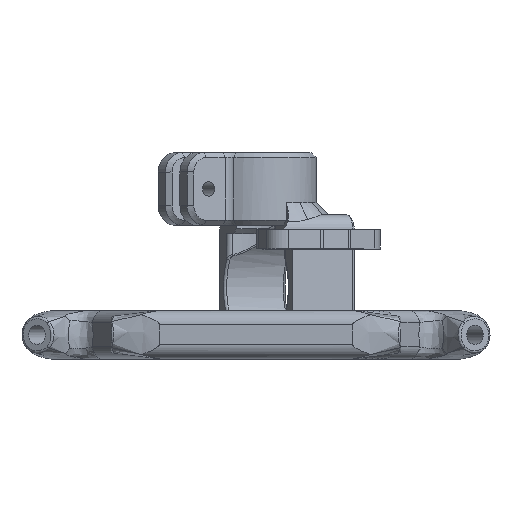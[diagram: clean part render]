
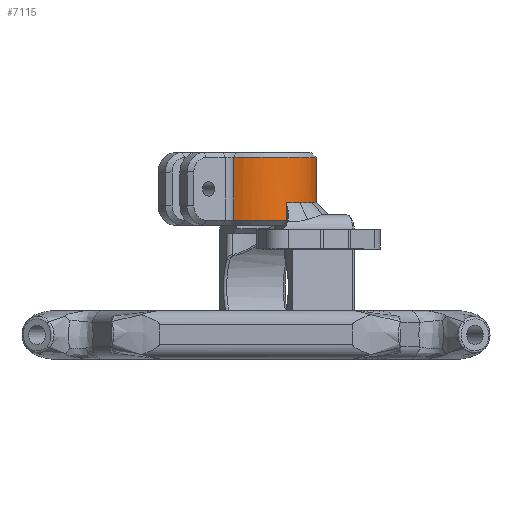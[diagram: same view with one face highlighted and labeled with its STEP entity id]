
A CAD part, top view. The second image highlights one B-rep face of the part: STEP entity #7115.
In plain terms, the highlighted cylindrical face has radius 12.5 mm (diameter 25 mm), a partial arc.
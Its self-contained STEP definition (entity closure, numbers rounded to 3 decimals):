
#458=LINE('',#13574,#871);
#460=LINE('',#13610,#873);
#484=LINE('',#14390,#897);
#485=LINE('',#14394,#898);
#871=VECTOR('',#9095,10.);
#873=VECTOR('',#9105,10.);
#897=VECTOR('',#9265,10.);
#898=VECTOR('',#9268,10.);
#1149=CYLINDRICAL_SURFACE('',#7807,12.5);
#1477=FACE_OUTER_BOUND('',#1945,.T.);
#1945=EDGE_LOOP('',(#5872,#5873,#5874,#5875,#5876,#5877,#5878,#5879,#5880,
#5881,#5882,#5883));
#2286=B_SPLINE_CURVE_WITH_KNOTS('',3,(#14309,#14310,#14311,#14312,#14313),
 .UNSPECIFIED.,.F.,.F.,(4,1,4),(-2.477,-2.304,-2.134),
 .UNSPECIFIED.);
#2287=B_SPLINE_CURVE_WITH_KNOTS('',3,(#14331,#14332,#14333,#14334),
 .UNSPECIFIED.,.F.,.F.,(4,4),(-2.134,-1.792),
 .UNSPECIFIED.);
#2288=B_SPLINE_CURVE_WITH_KNOTS('',3,(#14356,#14357,#14358,#14359,#14360),
 .UNSPECIFIED.,.F.,.F.,(4,1,4),(1.331,1.537,1.691),
 .UNSPECIFIED.);
#2289=B_SPLINE_CURVE_WITH_KNOTS('',3,(#14381,#14382,#14383,#14384,#14385),
 .UNSPECIFIED.,.F.,.F.,(4,1,4),(-2.738,-2.532,-2.378),
 .UNSPECIFIED.);
#2705=CIRCLE('',#7804,12.5);
#2706=CIRCLE('',#7808,12.5);
#2707=CIRCLE('',#7809,12.5);
#2708=CIRCLE('',#7810,12.5);
#3178=VERTEX_POINT('',#13571);
#3179=VERTEX_POINT('',#13573);
#3182=VERTEX_POINT('',#13604);
#3183=VERTEX_POINT('',#13609);
#3226=VERTEX_POINT('',#14269);
#3227=VERTEX_POINT('',#14271);
#3229=VERTEX_POINT('',#14307);
#3230=VERTEX_POINT('',#14330);
#3231=VERTEX_POINT('',#14387);
#3232=VERTEX_POINT('',#14389);
#3233=VERTEX_POINT('',#14391);
#3234=VERTEX_POINT('',#14393);
#4052=EDGE_CURVE('',#3179,#3178,#458,.T.);
#4059=EDGE_CURVE('',#3183,#3182,#460,.T.);
#4139=EDGE_CURVE('',#3226,#3227,#2705,.T.);
#4145=EDGE_CURVE('',#3229,#3182,#2286,.T.);
#4146=EDGE_CURVE('',#3179,#3230,#2287,.T.);
#4148=EDGE_CURVE('',#3230,#3226,#2288,.T.);
#4149=EDGE_CURVE('',#3227,#3229,#2289,.T.);
#4150=EDGE_CURVE('',#3231,#3178,#2706,.T.);
#4151=EDGE_CURVE('',#3232,#3231,#484,.T.);
#4152=EDGE_CURVE('',#3233,#3232,#2707,.T.);
#4153=EDGE_CURVE('',#3234,#3233,#485,.T.);
#4154=EDGE_CURVE('',#3183,#3234,#2708,.T.);
#5872=ORIENTED_EDGE('',*,*,#4059,.T.);
#5873=ORIENTED_EDGE('',*,*,#4145,.F.);
#5874=ORIENTED_EDGE('',*,*,#4149,.F.);
#5875=ORIENTED_EDGE('',*,*,#4139,.F.);
#5876=ORIENTED_EDGE('',*,*,#4148,.F.);
#5877=ORIENTED_EDGE('',*,*,#4146,.F.);
#5878=ORIENTED_EDGE('',*,*,#4052,.T.);
#5879=ORIENTED_EDGE('',*,*,#4150,.F.);
#5880=ORIENTED_EDGE('',*,*,#4151,.F.);
#5881=ORIENTED_EDGE('',*,*,#4152,.F.);
#5882=ORIENTED_EDGE('',*,*,#4153,.F.);
#5883=ORIENTED_EDGE('',*,*,#4154,.F.);
#7115=ADVANCED_FACE('',(#1477),#1149,.T.);
#7804=AXIS2_PLACEMENT_3D('',#14272,#9251,#9252);
#7807=AXIS2_PLACEMENT_3D('',#14386,#9261,#9262);
#7808=AXIS2_PLACEMENT_3D('',#14388,#9263,#9264);
#7809=AXIS2_PLACEMENT_3D('',#14392,#9266,#9267);
#7810=AXIS2_PLACEMENT_3D('',#14395,#9269,#9270);
#9095=DIRECTION('',(0.,-1.,0.));
#9105=DIRECTION('',(0.,1.,0.));
#9251=DIRECTION('center_axis',(0.,-1.,0.));
#9252=DIRECTION('ref_axis',(1.,0.,0.));
#9261=DIRECTION('center_axis',(0.,-1.,0.));
#9262=DIRECTION('ref_axis',(0.866,0.,-0.5));
#9263=DIRECTION('center_axis',(0.,-1.,0.));
#9264=DIRECTION('ref_axis',(-1.,0.,0.));
#9265=DIRECTION('',(0.,-1.,0.));
#9266=DIRECTION('center_axis',(0.,1.,0.));
#9267=DIRECTION('ref_axis',(1.,0.,0.));
#9268=DIRECTION('',(0.,1.,0.));
#9269=DIRECTION('center_axis',(0.,-1.,0.));
#9270=DIRECTION('ref_axis',(1.,0.,0.));
#13571=CARTESIAN_POINT('',(-6.25,28.7,-10.825));
#13573=CARTESIAN_POINT('',(-6.25,32.308,-10.825));
#13574=CARTESIAN_POINT('',(-6.25,42.7,-10.825));
#13604=CARTESIAN_POINT('',(6.25,32.308,10.825));
#13609=CARTESIAN_POINT('',(6.25,28.7,10.825));
#13610=CARTESIAN_POINT('',(6.25,42.7,10.825));
#14269=CARTESIAN_POINT('',(1.495,32.35,-12.41));
#14271=CARTESIAN_POINT('',(11.495,32.35,4.91));
#14272=CARTESIAN_POINT('Origin',(0.,32.35,0.));
#14307=CARTESIAN_POINT('',(9.031,32.35,8.642));
#14309=CARTESIAN_POINT('Ctrl Pts',(9.031,32.35,8.642));
#14310=CARTESIAN_POINT('Ctrl Pts',(8.585,32.35,9.108));
#14311=CARTESIAN_POINT('Ctrl Pts',(7.662,32.322,9.926));
#14312=CARTESIAN_POINT('Ctrl Pts',(6.732,32.309,10.548));
#14313=CARTESIAN_POINT('Ctrl Pts',(6.253,32.308,10.824));
#14330=CARTESIAN_POINT('',(-2.969,32.35,-12.142));
#14331=CARTESIAN_POINT('Ctrl Pts',(-6.25,32.308,-10.825));
#14332=CARTESIAN_POINT('Ctrl Pts',(-5.294,32.308,-11.377));
#14333=CARTESIAN_POINT('Ctrl Pts',(-4.206,32.35,-11.84));
#14334=CARTESIAN_POINT('Ctrl Pts',(-2.969,32.35,-12.142));
#14356=CARTESIAN_POINT('Ctrl Pts',(-2.969,32.35,-12.142));
#14357=CARTESIAN_POINT('Ctrl Pts',(-2.137,32.35,-12.346));
#14358=CARTESIAN_POINT('Ctrl Pts',(-0.644,32.35,-12.551));
#14359=CARTESIAN_POINT('Ctrl Pts',(0.857,32.35,-12.487));
#14360=CARTESIAN_POINT('Ctrl Pts',(1.495,32.35,-12.41));
#14381=CARTESIAN_POINT('Ctrl Pts',(11.495,32.35,4.91));
#14382=CARTESIAN_POINT('Ctrl Pts',(11.159,32.35,5.698));
#14383=CARTESIAN_POINT('Ctrl Pts',(10.428,32.35,7.015));
#14384=CARTESIAN_POINT('Ctrl Pts',(9.475,32.35,8.178));
#14385=CARTESIAN_POINT('Ctrl Pts',(9.031,32.35,8.642));
#14386=CARTESIAN_POINT('Origin',(0.,42.7,0.));
#14387=CARTESIAN_POINT('',(-12.367,28.7,-1.819));
#14388=CARTESIAN_POINT('Origin',(0.,28.7,0.));
#14389=CARTESIAN_POINT('',(-12.367,41.7,-1.819));
#14390=CARTESIAN_POINT('',(-12.367,42.7,-1.819));
#14391=CARTESIAN_POINT('',(-4.608,41.7,11.62));
#14392=CARTESIAN_POINT('Origin',(0.,41.7,0.));
#14393=CARTESIAN_POINT('',(-4.608,28.7,11.62));
#14394=CARTESIAN_POINT('',(-4.608,42.7,11.62));
#14395=CARTESIAN_POINT('Origin',(0.,28.7,0.));
